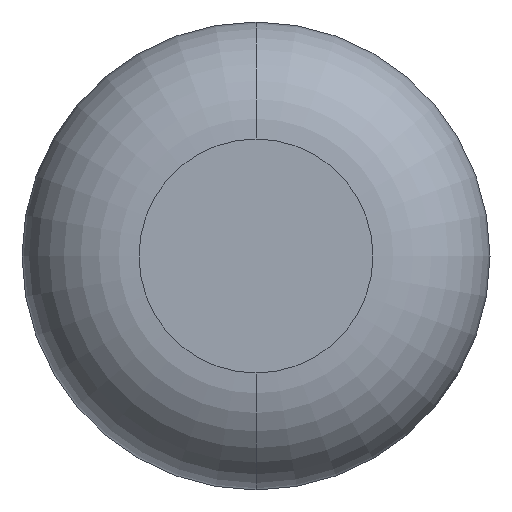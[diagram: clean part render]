
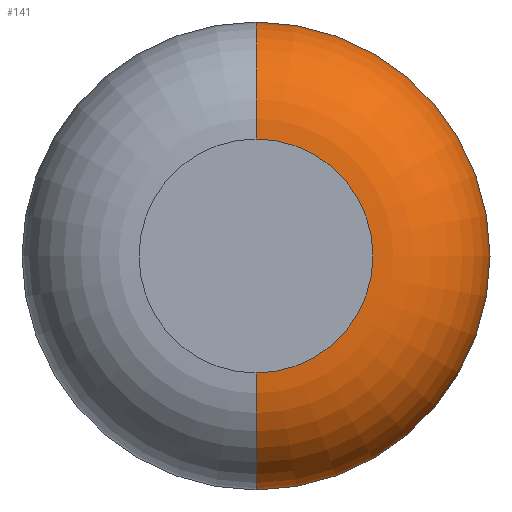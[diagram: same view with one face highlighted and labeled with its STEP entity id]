
A CAD part, front view. The second image highlights one B-rep face of the part: STEP entity #141.
In plain terms, the highlighted toroidal (fillet/blend) face has major radius 3.175 mm and minor radius 3.175 mm.
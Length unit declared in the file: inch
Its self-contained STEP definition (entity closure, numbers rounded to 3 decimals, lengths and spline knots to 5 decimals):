
#14 = EDGE_CURVE ( 'NONE', #74, #546, #201, .T. ) ;
#38 = EDGE_CURVE ( 'NONE', #74, #249, #301, .T. ) ;
#51 = ORIENTED_EDGE ( 'NONE', *, *, #38, .F. ) ;
#56 = CARTESIAN_POINT ( 'NONE',  ( 0., 0., 0. ) ) ;
#64 = DIRECTION ( 'NONE',  ( 0., -1., 0. ) ) ;
#74 = VERTEX_POINT ( 'NONE', #133 ) ;
#105 = AXIS2_PLACEMENT_3D ( 'NONE', #148, #534, #445 ) ;
#112 = ORIENTED_EDGE ( 'NONE', *, *, #291, .T. ) ;
#120 = DIRECTION ( 'NONE',  ( 1., 0., 0. ) ) ;
#133 = CARTESIAN_POINT ( 'NONE',  ( 0., 0.125, -0.25 ) ) ;
#141 = ADVANCED_FACE ( 'NONE', ( #437 ), #482, .T. ) ;
#146 = AXIS2_PLACEMENT_3D ( 'NONE', #539, #380, #162 ) ;
#148 = CARTESIAN_POINT ( 'NONE',  ( 0., 0.125, 0. ) ) ;
#149 = EDGE_CURVE ( 'NONE', #249, #434, #180, .T. ) ;
#156 = DIRECTION ( 'NONE',  ( 0., 0., -1. ) ) ;
#162 = DIRECTION ( 'NONE',  ( 0., 0., 1. ) ) ;
#171 = ORIENTED_EDGE ( 'NONE', *, *, #149, .F. ) ;
#180 = CIRCLE ( 'NONE', #497, 0.125 ) ;
#197 = DIRECTION ( 'NONE',  ( 0., -1., 0. ) ) ;
#201 = CIRCLE ( 'NONE', #216, 0.25 ) ;
#216 = AXIS2_PLACEMENT_3D ( 'NONE', #366, #197, #371 ) ;
#249 = VERTEX_POINT ( 'NONE', #506 ) ;
#291 = EDGE_CURVE ( 'NONE', #546, #434, #464, .T. ) ;
#296 = CARTESIAN_POINT ( 'NONE',  ( 0., 0.125, 0.25 ) ) ;
#301 = CIRCLE ( 'NONE', #146, 0.125 ) ;
#341 = DIRECTION ( 'NONE',  ( 0., 0., -1. ) ) ;
#355 = CARTESIAN_POINT ( 'NONE',  ( 0., 0., 0.125 ) ) ;
#366 = CARTESIAN_POINT ( 'NONE',  ( 0., 0.125, 0. ) ) ;
#371 = DIRECTION ( 'NONE',  ( 0., 0., -1. ) ) ;
#380 = DIRECTION ( 'NONE',  ( -1., 0., 0. ) ) ;
#405 = ORIENTED_EDGE ( 'NONE', *, *, #14, .T. ) ;
#434 = VERTEX_POINT ( 'NONE', #355 ) ;
#437 = FACE_OUTER_BOUND ( 'NONE', #541, .T. ) ;
#445 = DIRECTION ( 'NONE',  ( 0., 0., -1. ) ) ;
#464 = CIRCLE ( 'NONE', #498, 0.125 ) ;
#482 = TOROIDAL_SURFACE ( 'NONE', #105, 0.125, 0.125 ) ;
#497 = AXIS2_PLACEMENT_3D ( 'NONE', #56, #64, #156 ) ;
#498 = AXIS2_PLACEMENT_3D ( 'NONE', #508, #120, #341 ) ;
#506 = CARTESIAN_POINT ( 'NONE',  ( 0., 0., -0.125 ) ) ;
#508 = CARTESIAN_POINT ( 'NONE',  ( 0., 0.125, 0.125 ) ) ;
#534 = DIRECTION ( 'NONE',  ( 0., -1., 0. ) ) ;
#539 = CARTESIAN_POINT ( 'NONE',  ( 0., 0.125, -0.125 ) ) ;
#541 = EDGE_LOOP ( 'NONE', ( #405, #112, #171, #51 ) ) ;
#546 = VERTEX_POINT ( 'NONE', #296 ) ;
